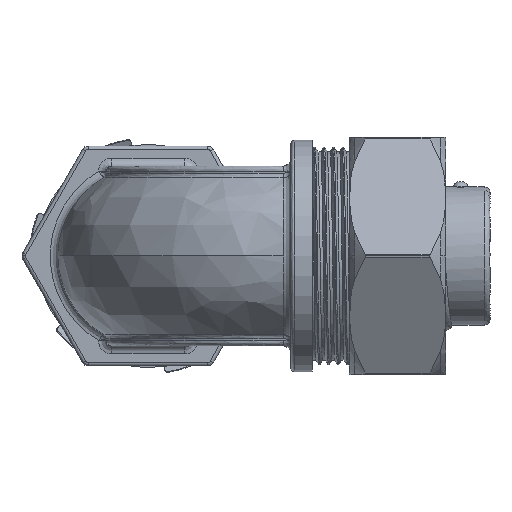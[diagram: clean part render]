
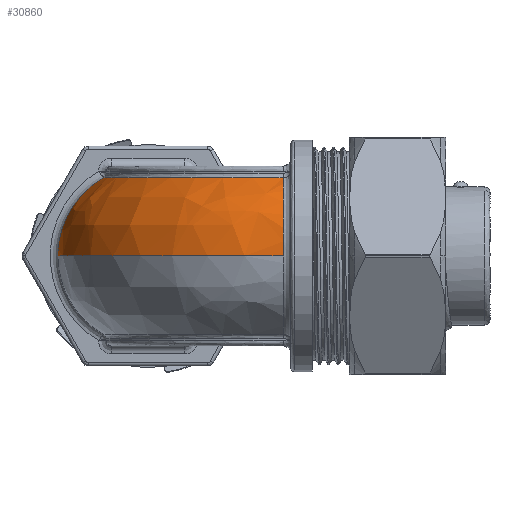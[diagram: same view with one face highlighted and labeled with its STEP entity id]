
A CAD part, left-side view. The second image highlights one B-rep face of the part: STEP entity #30860.
In plain terms, the highlighted free-form (B-spline) face has degree [3, 3] with [4, 4] control points.
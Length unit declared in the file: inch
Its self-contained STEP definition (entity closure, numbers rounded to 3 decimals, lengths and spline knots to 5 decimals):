
#442 = CARTESIAN_POINT ( 'NONE',  ( 0.79842, 1.42755, 0.2691 ) ) ;
#519 = CARTESIAN_POINT ( 'NONE',  ( 0.844, 0.126, 0.46259 ) ) ;
#655 = ORIENTED_EDGE ( 'NONE', *, *, #14073, .T. ) ;
#863 = ORIENTED_EDGE ( 'NONE', *, *, #46789, .T. ) ;
#1375 = CARTESIAN_POINT ( 'NONE',  ( -0.46087, 0.17157, 0.26337 ) ) ;
#1970 = CARTESIAN_POINT ( 'NONE',  ( 0.844, 0.126, 0. ) ) ;
#2904 = CARTESIAN_POINT ( 'NONE',  ( 0.0358, 1.48248, 0. ) ) ;
#3566 = CIRCLE ( 'NONE', #47081, 1.10573 ) ;
#4679 = CARTESIAN_POINT ( 'NONE',  ( 0.79846, 1.45115, 0.22866 ) ) ;
#4746 = DIRECTION ( 'NONE',  ( 1., 0., 0. ) ) ;
#5583 = CARTESIAN_POINT ( 'NONE',  ( -0.4591, 0.17158, 0.26643 ) ) ;
#6190 = DIRECTION ( 'NONE',  ( 1., 0., 0. ) ) ;
#6931 = CARTESIAN_POINT ( 'NONE',  ( -0.24645, 0.77569, 0.46259 ) ) ;
#7063 = VERTEX_POINT ( 'NONE', #30822 ) ;
#7116 = CARTESIAN_POINT ( 'NONE',  ( -0.5311, 0.15903, 0. ) ) ;
#7348 =( BOUNDED_SURFACE ( )  B_SPLINE_SURFACE ( 3, 3, ( 
 ( #40380, #32091, #6931, #36330 ),
 ( #11164, #40559, #15396, #44766 ),
 ( #19644, #48974, #23836, #53155 ),
 ( #28087, #2904, #32270, #7116 ) ),
 .UNSPECIFIED., .F., .F., .F. ) 
 B_SPLINE_SURFACE_WITH_KNOTS ( ( 4, 4 ),
 ( 4, 4 ),
 ( 0., 1. ),
 ( 0., 1. ),
 .UNSPECIFIED. ) 
 GEOMETRIC_REPRESENTATION_ITEM ( )  RATIONAL_B_SPLINE_SURFACE ( (
 ( 1., 0.816, 0.816, 1.),
 ( 0.909, 0.742, 0.742, 0.909),
 ( 0.909, 0.742, 0.742, 0.909),
 ( 1., 0.816, 0.816, 1.) ) ) 
 REPRESENTATION_ITEM ( '' )  SURFACE ( )  );
#8698 = CARTESIAN_POINT ( 'NONE',  ( 0.79827, 1.35506, 0.36621 ) ) ;
#8885 = CARTESIAN_POINT ( 'NONE',  ( 0.79854, 1.48793, 0.11834 ) ) ;
#9811 = CARTESIAN_POINT ( 'NONE',  ( -0.4328, 0.17163, 0.31153 ) ) ;
#10834 = AXIS2_PLACEMENT_3D ( 'NONE', #1970, #31343, #6190 ) ;
#11164 = CARTESIAN_POINT ( 'NONE',  ( 0.81334, 1.40223, 0.36591 ) ) ;
#12940 = CARTESIAN_POINT ( 'NONE',  ( 0.79835, 1.39388, 0.3198 ) ) ;
#13123 = CARTESIAN_POINT ( 'NONE',  ( 0.79855, 1.4991, 0.0481 ) ) ;
#13861 = CARTESIAN_POINT ( 'NONE',  ( -0.50554, 0.17149, 0.16338 ) ) ;
#14032 = CARTESIAN_POINT ( 'NONE',  ( -0.33456, 0.17184, 0.41491 ) ) ;
#14073 = EDGE_CURVE ( 'NONE', #7063, #18379, #53338, .T. ) ;
#15381 = B_SPLINE_CURVE_WITH_KNOTS ( 'NONE', 3,
 ( #34814, #26387, #39015, #13861, #43235, #18113, #47466, #22334, #51651, #26547, #1375, #30754, #5583, #34980, #9811, #39202, #14032, #43415, #18298 ),
 .UNSPECIFIED., .F., .F.,
 ( 4, 2, 2, 2, 1, 1, 1, 2, 2, 2, 4 ),
 ( 0.49952, 0.62464, 0.6872, 0.71848, 0.73412, 0.74194, 0.74585, 0.74781, 0.74976, 0.87488, 1. ),
 .UNSPECIFIED. ) ;
#15396 = CARTESIAN_POINT ( 'NONE',  ( -0.41495, 0.87609, 0.36591 ) ) ;
#16993 = CARTESIAN_POINT ( 'NONE',  ( 0.79807, 1.26804, 0.44152 ) ) ;
#17178 = CARTESIAN_POINT ( 'NONE',  ( 0.79839, 1.41171, 0.29446 ) ) ;
#17212 = CARTESIAN_POINT ( 'NONE',  ( 0.79796, 1.23078, 0.46259 ) ) ;
#17367 = CARTESIAN_POINT ( 'NONE',  ( 0.79855, 1.50075, 0. ) ) ;
#18113 = CARTESIAN_POINT ( 'NONE',  ( -0.48449, 0.17153, 0.2171 ) ) ;
#18298 = CARTESIAN_POINT ( 'NONE',  ( -0.26078, 0.17204, 0.46259 ) ) ;
#18379 = VERTEX_POINT ( 'NONE', #39412 ) ;
#19409 = EDGE_CURVE ( 'NONE', #39386, #7063, #44211, .T. ) ;
#19644 = CARTESIAN_POINT ( 'NONE',  ( 0.81097, 1.5011, 0.19632 ) ) ;
#21409 = CARTESIAN_POINT ( 'NONE',  ( 0.79841, 1.42268, 0.27725 ) ) ;
#22334 = CARTESIAN_POINT ( 'NONE',  ( -0.47205, 0.17155, 0.2428 ) ) ;
#23836 = CARTESIAN_POINT ( 'NONE',  ( -0.51248, 0.9342, 0.19632 ) ) ;
#25630 = CARTESIAN_POINT ( 'NONE',  ( 0.79842, 1.42674, 0.27046 ) ) ;
#26387 = CARTESIAN_POINT ( 'NONE',  ( -0.53075, 0.17145, 0.04828 ) ) ;
#26547 = CARTESIAN_POINT ( 'NONE',  ( -0.46331, 0.17157, 0.25906 ) ) ;
#27422 = VERTEX_POINT ( 'NONE', #47301 ) ;
#27438 = EDGE_CURVE ( 'NONE', #18379, #27422, #15381, .T. ) ;
#28087 = CARTESIAN_POINT ( 'NONE',  ( 0.81097, 1.5011, 0. ) ) ;
#29816 = EDGE_LOOP ( 'NONE', ( #50821, #655, #42534, #863 ) ) ;
#29845 = CARTESIAN_POINT ( 'NONE',  ( 0.79842, 1.42799, 0.26834 ) ) ;
#29911 = DIRECTION ( 'NONE',  ( 0., 0., -1. ) ) ;
#30754 = CARTESIAN_POINT ( 'NONE',  ( -0.45981, 0.17158, 0.26521 ) ) ;
#30822 = CARTESIAN_POINT ( 'NONE',  ( 0.79855, 1.50075, 0. ) ) ;
#30860 = ADVANCED_FACE ( 'NONE', ( #39547 ), #7348, .T. ) ;
#31343 = DIRECTION ( 'NONE',  ( 0., 0., 1. ) ) ;
#32091 = CARTESIAN_POINT ( 'NONE',  ( 0.19431, 1.21645, 0.46259 ) ) ;
#32270 = CARTESIAN_POINT ( 'NONE',  ( -0.51248, 0.9342, 0. ) ) ;
#33869 = CARTESIAN_POINT ( 'NONE',  ( 0.79816, 1.30454, 0.41493 ) ) ;
#34065 = CARTESIAN_POINT ( 'NONE',  ( 0.7985, 1.46932, 0.18598 ) ) ;
#34814 = CARTESIAN_POINT ( 'NONE',  ( -0.53075, 0.17145, 0. ) ) ;
#34980 = CARTESIAN_POINT ( 'NONE',  ( -0.45879, 0.17158, 0.26697 ) ) ;
#36330 = CARTESIAN_POINT ( 'NONE',  ( -0.26142, 0.15256, 0.46259 ) ) ;
#38095 = CARTESIAN_POINT ( 'NONE',  ( 0.79831, 1.37119, 0.34851 ) ) ;
#38278 = CARTESIAN_POINT ( 'NONE',  ( 0.79854, 1.49269, 0.0952 ) ) ;
#39015 = CARTESIAN_POINT ( 'NONE',  ( -0.52413, 0.17145, 0.09577 ) ) ;
#39202 = CARTESIAN_POINT ( 'NONE',  ( -0.40194, 0.17169, 0.34993 ) ) ;
#39386 = VERTEX_POINT ( 'NONE', #17212 ) ;
#39412 = CARTESIAN_POINT ( 'NONE',  ( -0.53075, 0.17145, 0. ) ) ;
#39547 = FACE_OUTER_BOUND ( 'NONE', #29816, .T. ) ;
#40380 = CARTESIAN_POINT ( 'NONE',  ( 0.81744, 1.23142, 0.46259 ) ) ;
#40559 = CARTESIAN_POINT ( 'NONE',  ( 0.09391, 1.38495, 0.36591 ) ) ;
#42322 = CARTESIAN_POINT ( 'NONE',  ( 0.79837, 1.40119, 0.30987 ) ) ;
#42498 = CARTESIAN_POINT ( 'NONE',  ( 0.79855, 1.50075, 0.0241 ) ) ;
#42534 = ORIENTED_EDGE ( 'NONE', *, *, #27438, .T. ) ;
#43235 = CARTESIAN_POINT ( 'NONE',  ( -0.4979, 0.1715, 0.18533 ) ) ;
#43415 = CARTESIAN_POINT ( 'NONE',  ( -0.29805, 0.17193, 0.44152 ) ) ;
#44211 = B_SPLINE_CURVE_WITH_KNOTS ( 'NONE', 3,
 ( #46364, #16993, #33869, #8698, #38095, #12940, #42322, #17178, #46551, #21409, #50759, #25630, #442, #29845, #4679, #34065, #8885, #38278, #13123, #42498, #17367 ),
 .UNSPECIFIED., .F., .F.,
 ( 4, 2, 2, 2, 1, 1, 1, 2, 2, 2, 2, 4 ),
 ( 0., 0.12488, 0.18732, 0.21854, 0.23415, 0.24196, 0.24586, 0.24781, 0.24976, 0.37464, 0.43708, 0.49952 ),
 .UNSPECIFIED. ) ;
#44766 = CARTESIAN_POINT ( 'NONE',  ( -0.43223, 0.15666, 0.36591 ) ) ;
#46364 = CARTESIAN_POINT ( 'NONE',  ( 0.79796, 1.23078, 0.46259 ) ) ;
#46551 = CARTESIAN_POINT ( 'NONE',  ( 0.7984, 1.41687, 0.28662 ) ) ;
#46789 = EDGE_CURVE ( 'NONE', #27422, #39386, #3566, .T. ) ;
#47081 = AXIS2_PLACEMENT_3D ( 'NONE', #519, #29911, #4746 ) ;
#47301 = CARTESIAN_POINT ( 'NONE',  ( -0.26078, 0.17204, 0.46259 ) ) ;
#47466 = CARTESIAN_POINT ( 'NONE',  ( -0.4797, 0.17154, 0.22751 ) ) ;
#48974 = CARTESIAN_POINT ( 'NONE',  ( 0.0358, 1.48248, 0.19632 ) ) ;
#50759 = CARTESIAN_POINT ( 'NONE',  ( 0.79841, 1.42553, 0.27251 ) ) ;
#50821 = ORIENTED_EDGE ( 'NONE', *, *, #19409, .T. ) ;
#51651 = CARTESIAN_POINT ( 'NONE',  ( -0.46811, 0.17156, 0.25037 ) ) ;
#53155 = CARTESIAN_POINT ( 'NONE',  ( -0.5311, 0.15903, 0.19632 ) ) ;
#53338 = CIRCLE ( 'NONE', #10834, 1.3755 ) ;
